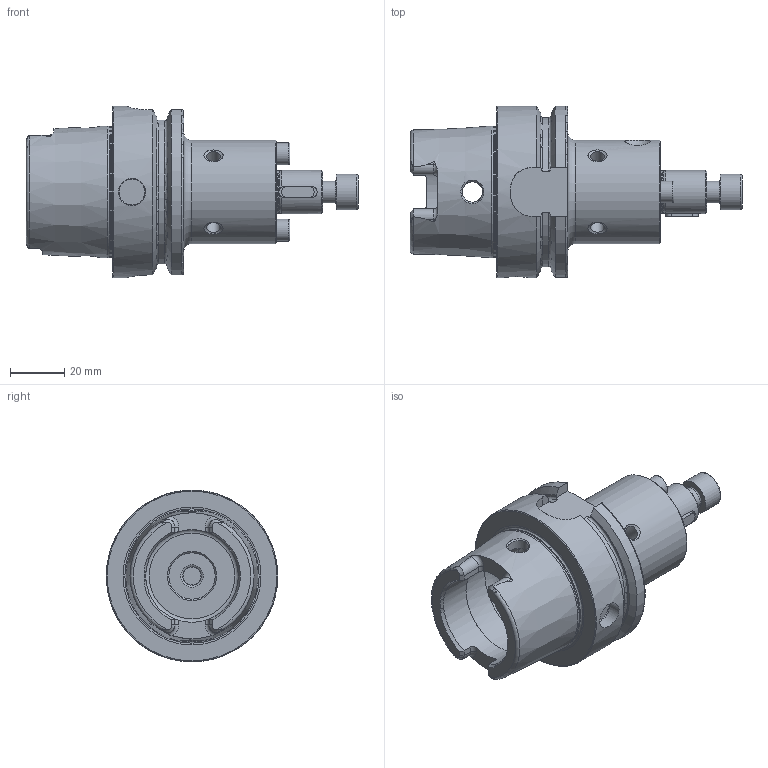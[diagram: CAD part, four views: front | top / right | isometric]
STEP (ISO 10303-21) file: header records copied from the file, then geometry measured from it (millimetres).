
FILE_DESCRIPTION (( 'STEP AP214' ), '1' );
FILE_NAME ('HA6.D16.K01.060.STEP', '2019-12-02T10:53:55', ( '' ), ( '' ), 'SwSTEP 2.0', 'SolidWorks 2017', '' );
FILE_SCHEMA (( 'AUTOMOTIVE_DESIGN' ));
Length unit declared in the file: millimetre
Products named in the file (5): HA6-D16.K01.060_D_Fertigbearbeitung; D16-ER1.002.025_A; D16-ER2.001.015_B; DIN 6885 - 4x4x12; HA6.D16.K01.060
Assembly tree (5 placements, depth 2):
  HA6.D16.K01.060
    HA6-D16.K01.060_D_Fertigbearbeitung
    D16-ER1.002.025_A
    D16-ER2.001.015_B  x2
    DIN 6885 - 4x4x12
Bounding box: 121.9 x 63 x 63 mm (x, y, z)
Volume: 121508.6 mm3; surface area: 32848.2 mm2
Topology: 5 solids, 5 shells, 272 faces, 678 edges, 428 vertices
Faces by surface type: plane 95, cylinder 67, cone 64, torus 35, bspline 10, sphere 1
Full cylindrical faces by diameter (mm): 2.5 x8, 3 x2, 3.3 x2, 4 x2, 5 x4, 6 x4, 6.8 x1, 7.5 x2, 8 x5, 8.4 x1, 8.5 x1, 10 x1, 13 x1, 15.5 x1, 16 x1, 17 x1, 19 x1, 34 x2, 38 x1, 40 x1, 47.941 x1, 63 x1
Entity records: 10008 total; most frequent: CARTESIAN_POINT 3653, DIRECTION 1006, ORIENTED_EDGE 982, EDGE_CURVE 491, AXIS2_PLACEMENT_3D 426, EDGE_LOOP 360, VERTEX_POINT 359, FACE_OUTER_BOUND 301
